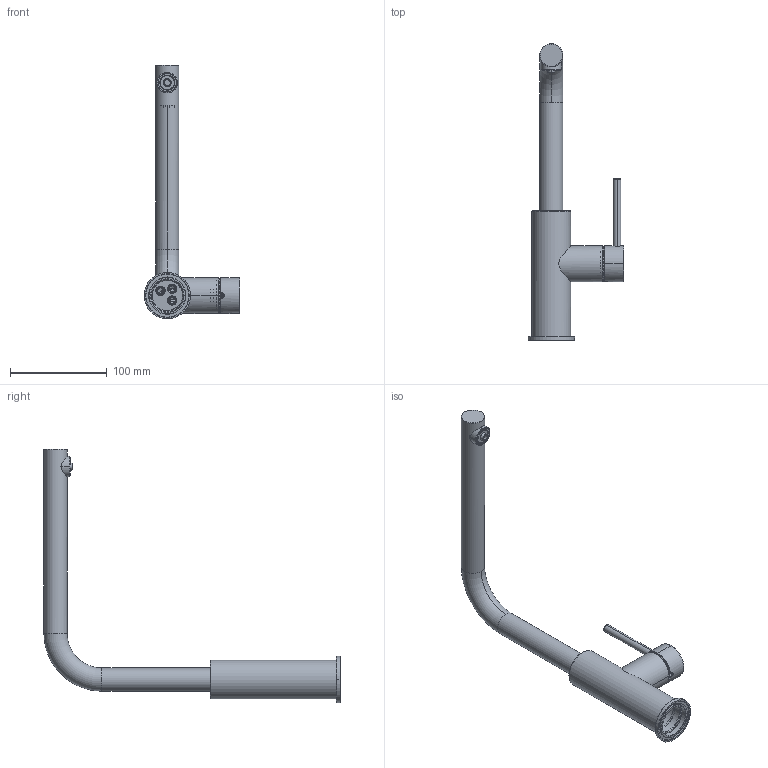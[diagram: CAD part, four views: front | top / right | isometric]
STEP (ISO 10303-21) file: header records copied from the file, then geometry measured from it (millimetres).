
FILE_DESCRIPTION(('STEP AP214'),'1');
FILE_NAME('V_Namor 3_ND.STP','2026-01-07T15:30:18',(' '),(' '),'Spatial InterOp 3D',' ',' ');
FILE_SCHEMA(('AUTOMOTIVE_DESIGN { 1 0 10303 214 1 1 1 1 }'));
Length unit declared in the file: millimetre
Products named in the file (6): V_Namor 3_ND; ASSEM1
Assembly tree (5 placements, depth 2):
  V_Namor 3_ND
    ASSEM1
    (unnamed)
    (unnamed)
    (unnamed)
    (unnamed)
Bounding box: 98.94 x 306 x 262 mm (x, y, z)
Volume: 187176.3 mm3; surface area: 118431.2 mm2
Topology: 2 solids, 138 shells, 855 faces, 2139 edges, 1444 vertices
Faces by surface type: plane 289, cylinder 265, cone 190, torus 76, bspline 30, sphere 5
Full cylindrical faces by diameter (mm): 24 x2, 33 x1, 40 x1
Entity records: 31506 total; most frequent: CARTESIAN_POINT 11054, DIRECTION 4444, ORIENTED_EDGE 3904, EDGE_CURVE 2100, AXIS2_PLACEMENT_3D 1883, VERTEX_POINT 1440, CIRCLE 1048, EDGE_LOOP 924
